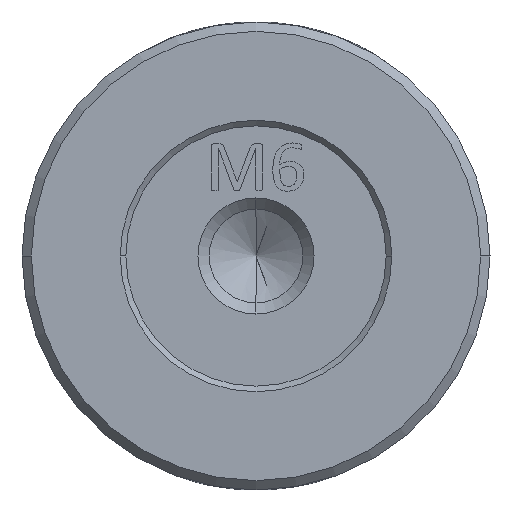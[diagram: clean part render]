
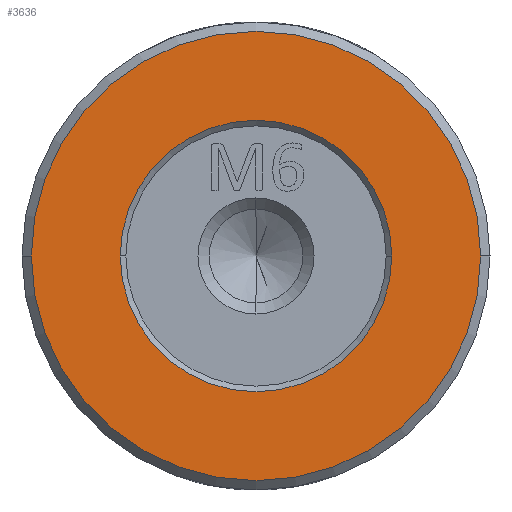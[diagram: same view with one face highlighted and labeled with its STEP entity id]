
A CAD part, left-side view. The second image highlights one B-rep face of the part: STEP entity #3636.
In plain terms, the highlighted planar face has unit normal (-1, 0, 0).
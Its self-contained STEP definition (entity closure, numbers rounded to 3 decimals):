
#9 = AXIS2_PLACEMENT_3D ( 'NONE', #1062, #4111, #9190 ) ;
#158 = DIRECTION ( 'NONE',  ( -1., 0., 0. ) ) ;
#352 = AXIS2_PLACEMENT_3D ( 'NONE', #10479, #976, #6035 ) ;
#457 = EDGE_CURVE ( 'NONE', #10675, #7147, #11492, .T. ) ;
#561 = DIRECTION ( 'NONE',  ( 0., -1., 0. ) ) ;
#569 = ORIENTED_EDGE ( 'NONE', *, *, #4848, .T. ) ;
#976 = DIRECTION ( 'NONE',  ( 1., 0., 0. ) ) ;
#1018 = CARTESIAN_POINT ( 'NONE',  ( -105.312, 6.106, 0. ) ) ;
#1062 = CARTESIAN_POINT ( 'NONE',  ( -105.312, -1.144, 0. ) ) ;
#1312 = VERTEX_POINT ( 'NONE', #12604 ) ;
#1598 = AXIS2_PLACEMENT_3D ( 'NONE', #8325, #158, #10398 ) ;
#3551 = CIRCLE ( 'NONE', #3977, 12. ) ;
#3636 = ADVANCED_FACE ( 'NONE', ( #4422, #11439 ), #6160, .T. ) ;
#3717 = CARTESIAN_POINT ( 'NONE',  ( -105.312, -13.144, 0. ) ) ;
#3977 = AXIS2_PLACEMENT_3D ( 'NONE', #12766, #8617, #561 ) ;
#4111 = DIRECTION ( 'NONE',  ( 1., 0., 0. ) ) ;
#4355 = DIRECTION ( 'NONE',  ( -1., 0., 0. ) ) ;
#4422 = FACE_BOUND ( 'NONE', #8346, .T. ) ;
#4848 = EDGE_CURVE ( 'NONE', #7147, #10675, #6078, .T. ) ;
#5280 = EDGE_CURVE ( 'NONE', #7558, #1312, #11835, .T. ) ;
#6035 = DIRECTION ( 'NONE',  ( 0., -1., 0. ) ) ;
#6078 = CIRCLE ( 'NONE', #352, 7.25 ) ;
#6160 = PLANE ( 'NONE',  #13014 ) ;
#6421 = DIRECTION ( 'NONE',  ( 0., 1., 0. ) ) ;
#7147 = VERTEX_POINT ( 'NONE', #10423 ) ;
#7491 = ORIENTED_EDGE ( 'NONE', *, *, #9899, .T. ) ;
#7558 = VERTEX_POINT ( 'NONE', #3717 ) ;
#8325 = CARTESIAN_POINT ( 'NONE',  ( -105.312, -1.144, 0. ) ) ;
#8346 = EDGE_LOOP ( 'NONE', ( #569, #9227 ) ) ;
#8617 = DIRECTION ( 'NONE',  ( -1., 0., 0. ) ) ;
#9190 = DIRECTION ( 'NONE',  ( 0., -1., 0. ) ) ;
#9227 = ORIENTED_EDGE ( 'NONE', *, *, #457, .T. ) ;
#9301 = CARTESIAN_POINT ( 'NONE',  ( -105.312, -1.144, 0. ) ) ;
#9899 = EDGE_CURVE ( 'NONE', #1312, #7558, #3551, .T. ) ;
#10398 = DIRECTION ( 'NONE',  ( 0., -1., 0. ) ) ;
#10423 = CARTESIAN_POINT ( 'NONE',  ( -105.312, -8.394, 0. ) ) ;
#10479 = CARTESIAN_POINT ( 'NONE',  ( -105.312, -1.144, 0. ) ) ;
#10675 = VERTEX_POINT ( 'NONE', #1018 ) ;
#11439 = FACE_OUTER_BOUND ( 'NONE', #12181, .T. ) ;
#11492 = CIRCLE ( 'NONE', #9, 7.25 ) ;
#11835 = CIRCLE ( 'NONE', #1598, 12. ) ;
#12181 = EDGE_LOOP ( 'NONE', ( #7491, #12263 ) ) ;
#12263 = ORIENTED_EDGE ( 'NONE', *, *, #5280, .T. ) ;
#12604 = CARTESIAN_POINT ( 'NONE',  ( -105.312, 10.856, 0. ) ) ;
#12766 = CARTESIAN_POINT ( 'NONE',  ( -105.312, -1.144, 0. ) ) ;
#13014 = AXIS2_PLACEMENT_3D ( 'NONE', #9301, #4355, #6421 ) ;
